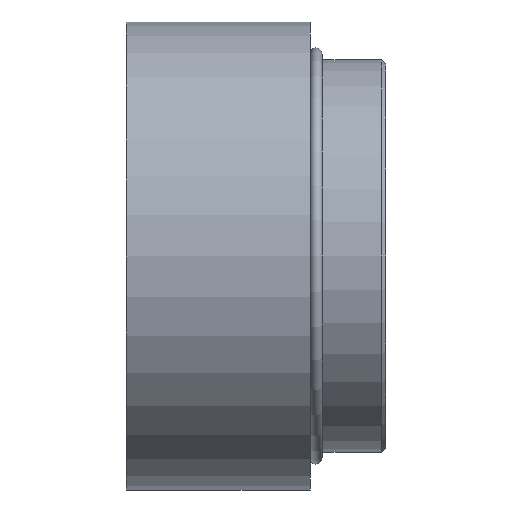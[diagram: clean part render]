
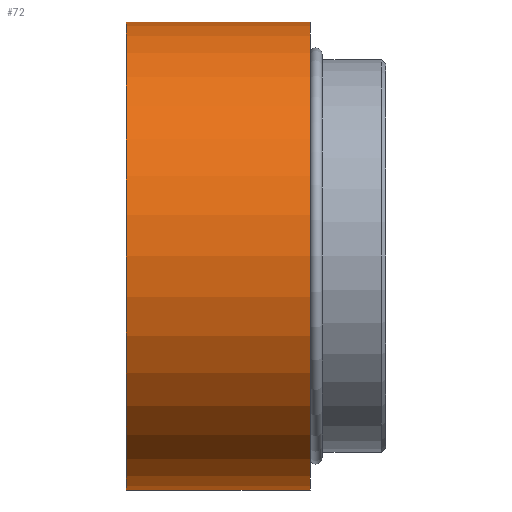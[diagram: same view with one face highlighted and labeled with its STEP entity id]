
A CAD part, left-side view. The second image highlights one B-rep face of the part: STEP entity #72.
In plain terms, the highlighted cylindrical face has radius 28 mm (diameter 56 mm), a partial arc.
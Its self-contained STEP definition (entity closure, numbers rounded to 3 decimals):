
#4 = CIRCLE ( 'NONE', #493, 28. ) ;
#10 = CIRCLE ( 'NONE', #511, 28. ) ;
#35 = EDGE_CURVE ( 'NONE', #102, #103, #290, .T. ) ;
#41 = EDGE_CURVE ( 'NONE', #101, #104, #308, .T. ) ;
#43 = EDGE_CURVE ( 'NONE', #103, #104, #10, .T. ) ;
#51 = EDGE_CURVE ( 'NONE', #102, #101, #4, .T. ) ;
#72 = ADVANCED_FACE ( 'NONE', ( #455 ), #456, .T. ) ;
#101 = VERTEX_POINT ( 'NONE', #582 ) ;
#102 = VERTEX_POINT ( 'NONE', #583 ) ;
#103 = VERTEX_POINT ( 'NONE', #584 ) ;
#104 = VERTEX_POINT ( 'NONE', #585 ) ;
#139 = ORIENTED_EDGE ( 'NONE', *, *, #43, .F. ) ;
#147 = ORIENTED_EDGE ( 'NONE', *, *, #35, .F. ) ;
#148 = ORIENTED_EDGE ( 'NONE', *, *, #51, .T. ) ;
#149 = ORIENTED_EDGE ( 'NONE', *, *, #41, .T. ) ;
#185 = EDGE_LOOP ( 'NONE', ( #147, #148, #149, #139 ) ) ;
#290 = LINE ( 'NONE', #291, #512 ) ;
#291 = CARTESIAN_POINT ( 'NONE',  ( 0., -10.273, 28. ) ) ;
#292 = DIRECTION ( 'NONE',  ( 0., -1., 0. ) ) ;
#308 = LINE ( 'NONE', #309, #502 ) ;
#309 = CARTESIAN_POINT ( 'NONE',  ( 0., -10.273, -28. ) ) ;
#310 = DIRECTION ( 'NONE',  ( 0., -1., 0. ) ) ;
#313 = CARTESIAN_POINT ( 'NONE',  ( 0., -6., 0. ) ) ;
#314 = DIRECTION ( 'NONE',  ( 0., -1., 0. ) ) ;
#315 = DIRECTION ( 'NONE',  ( 0., 0., -1. ) ) ;
#337 = CARTESIAN_POINT ( 'NONE',  ( 0., 16., 0. ) ) ;
#338 = DIRECTION ( 'NONE',  ( 0., -1., 0. ) ) ;
#339 = DIRECTION ( 'NONE',  ( 0., 0., -1. ) ) ;
#451 = AXIS2_PLACEMENT_3D ( 'NONE', #527, #528, #529 ) ;
#455 = FACE_OUTER_BOUND ( 'NONE', #185, .T. ) ;
#456 = CYLINDRICAL_SURFACE ( 'NONE', #451, 28. ) ;
#493 = AXIS2_PLACEMENT_3D ( 'NONE', #337, #338, #339 ) ;
#502 = VECTOR ( 'NONE', #310, 1000. ) ;
#511 = AXIS2_PLACEMENT_3D ( 'NONE', #313, #314, #315 ) ;
#512 = VECTOR ( 'NONE', #292, 1000. ) ;
#527 = CARTESIAN_POINT ( 'NONE',  ( 0., -10.273, 0. ) ) ;
#528 = DIRECTION ( 'NONE',  ( 0., -1., 0. ) ) ;
#529 = DIRECTION ( 'NONE',  ( 0., 0., -1. ) ) ;
#582 = CARTESIAN_POINT ( 'NONE',  ( 0., 16., -28. ) ) ;
#583 = CARTESIAN_POINT ( 'NONE',  ( 0., 16., 28. ) ) ;
#584 = CARTESIAN_POINT ( 'NONE',  ( 0., -6., 28. ) ) ;
#585 = CARTESIAN_POINT ( 'NONE',  ( 0., -6., -28. ) ) ;
